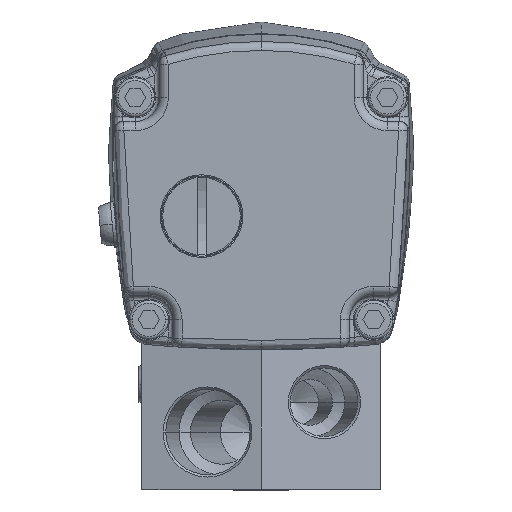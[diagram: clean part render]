
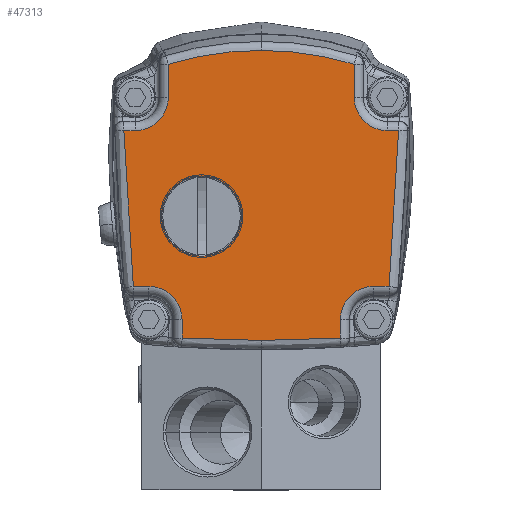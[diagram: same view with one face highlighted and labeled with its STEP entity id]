
A CAD part, top view. The second image highlights one B-rep face of the part: STEP entity #47313.
In plain terms, the highlighted planar face has unit normal (0, 0, 1).
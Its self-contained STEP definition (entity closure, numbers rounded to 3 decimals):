
#41918=DIRECTION('',(1.,0.,0.));
#41919=VECTOR('',#41918,3.382);
#41920=CARTESIAN_POINT('',(-27.882,26.75,
115.5));
#41921=LINE('',#41920,#41919);
#41925=CARTESIAN_POINT('',(-27.882,26.75,
115.5));
#41926=CARTESIAN_POINT('',(-28.094,28.435,
115.5));
#41927=CARTESIAN_POINT('',(-28.484,31.819,
115.5));
#41928=CARTESIAN_POINT('',(-28.961,36.763,
115.5));
#41929=CARTESIAN_POINT('',(-29.378,42.083,
115.5));
#41930=CARTESIAN_POINT('',(-29.71,47.822,
115.5));
#41931=CARTESIAN_POINT('',(-29.926,54.004,
115.5));
#41932=CARTESIAN_POINT('',(-29.963,58.449,
115.5));
#41933=CARTESIAN_POINT('',(-29.948,60.75,
115.5));
#41938=DIRECTION('',(-1.,0.,0.));
#41939=VECTOR('',#41938,2.448);
#41940=CARTESIAN_POINT('',(-27.5,60.75,115.5));
#41941=LINE('',#41940,#41939);
#41945=CARTESIAN_POINT('',(-27.5,68.,115.5));
#41946=DIRECTION('',(0.,0.,-1.));
#41947=DIRECTION('',(1.,0.,0.));
#41948=AXIS2_PLACEMENT_3D('',#41945,#41946,#41947);
#41953=DIRECTION('',(0.,-1.,0.));
#41954=VECTOR('',#41953,7.201);
#41955=CARTESIAN_POINT('',(-20.25,75.201,
115.5));
#41956=LINE('',#41955,#41954);
#41960=CARTESIAN_POINT('',(-20.25,75.201,
115.5));
#41961=CARTESIAN_POINT('',(-18.612,75.698,
115.5));
#41962=CARTESIAN_POINT('',(-15.305,76.57,
115.5));
#41963=CARTESIAN_POINT('',(-10.226,77.517,
115.5));
#41964=CARTESIAN_POINT('',(-5.1,78.086,
115.5));
#41965=CARTESIAN_POINT('',(-1.699,78.213,
115.5));
#41966=CARTESIAN_POINT('',(0.001,78.213,
115.5));
#41971=CARTESIAN_POINT('',(20.25,75.201,115.5));
#41972=CARTESIAN_POINT('',(18.064,75.865,115.5));
#41973=CARTESIAN_POINT('',(13.649,76.973,115.5));
#41974=CARTESIAN_POINT('',(6.794,77.989,115.5));
#41975=CARTESIAN_POINT('',(2.27,78.213,115.5));
#41976=CARTESIAN_POINT('',(0.001,78.213,
115.5));
#41981=DIRECTION('',(0.,-1.,0.));
#41982=VECTOR('',#41981,7.201);
#41983=CARTESIAN_POINT('',(20.25,75.201,115.5));
#41984=LINE('',#41983,#41982);
#41988=CARTESIAN_POINT('',(27.5,68.,115.5));
#41989=DIRECTION('',(0.,0.,1.));
#41990=DIRECTION('',(-1.,0.,0.));
#41991=AXIS2_PLACEMENT_3D('',#41988,#41989,#41990);
#41996=DIRECTION('',(1.,0.,0.));
#41997=VECTOR('',#41996,2.448);
#41998=CARTESIAN_POINT('',(27.5,60.75,115.5));
#41999=LINE('',#41998,#41997);
#42003=CARTESIAN_POINT('',(27.882,26.75,115.5));
#42004=CARTESIAN_POINT('',(28.094,28.435,115.5));
#42005=CARTESIAN_POINT('',(28.484,31.819,115.5));
#42006=CARTESIAN_POINT('',(28.961,36.763,115.5));
#42007=CARTESIAN_POINT('',(29.378,42.083,115.5));
#42008=CARTESIAN_POINT('',(29.71,47.822,115.5));
#42009=CARTESIAN_POINT('',(29.926,54.004,115.5));
#42010=CARTESIAN_POINT('',(29.963,58.449,115.5));
#42011=CARTESIAN_POINT('',(29.948,60.75,115.5));
#42016=DIRECTION('',(-1.,0.,0.));
#42017=VECTOR('',#42016,3.382);
#42018=CARTESIAN_POINT('',(27.882,26.75,115.5));
#42019=LINE('',#42018,#42017);
#42023=CARTESIAN_POINT('',(24.5,19.5,115.5));
#42024=DIRECTION('',(0.,0.,1.));
#42025=DIRECTION('',(0.,1.,0.));
#42026=AXIS2_PLACEMENT_3D('',#42023,#42024,#42025);
#42031=DIRECTION('',(0.,-1.,0.));
#42032=VECTOR('',#42031,3.993);
#42033=CARTESIAN_POINT('',(17.25,19.5,115.5));
#42034=LINE('',#42033,#42032);
#42038=CARTESIAN_POINT('',(0.,14.998,115.5));
#42039=CARTESIAN_POINT('',(1.844,14.998,115.5));
#42040=CARTESIAN_POINT('',(5.579,15.032,115.5));
#42041=CARTESIAN_POINT('',(11.33,15.196,115.5));
#42042=CARTESIAN_POINT('',(15.261,15.388,115.5));
#42043=CARTESIAN_POINT('',(17.25,15.507,115.5));
#42048=CARTESIAN_POINT('',(-17.25,15.507,115.5));
#42049=CARTESIAN_POINT('',(-15.26,15.388,115.5));
#42050=CARTESIAN_POINT('',(-11.328,15.196,115.5));
#42051=CARTESIAN_POINT('',(-5.577,15.032,115.5));
#42052=CARTESIAN_POINT('',(-1.842,14.998,115.5));
#42053=CARTESIAN_POINT('',(0.,14.998,115.5));
#42058=DIRECTION('',(0.,-1.,0.));
#42059=VECTOR('',#42058,3.993);
#42060=CARTESIAN_POINT('',(-17.25,19.5,115.5));
#42061=LINE('',#42060,#42059);
#42065=CARTESIAN_POINT('',(-24.5,19.5,115.5));
#42066=DIRECTION('',(0.,0.,-1.));
#42067=DIRECTION('',(0.,1.,0.));
#42068=AXIS2_PLACEMENT_3D('',#42065,#42066,#42067);
#42073=CARTESIAN_POINT('',(-13.,42.1,115.5));
#42074=DIRECTION('',(0.,0.,-1.));
#42075=DIRECTION('',(1.,0.,0.));
#42076=AXIS2_PLACEMENT_3D('',#42073,#42074,#42075);
#42081=CARTESIAN_POINT('',(-13.,42.1,115.5));
#42082=DIRECTION('',(0.,0.,-1.));
#42083=DIRECTION('',(-1.,0.,0.));
#42084=AXIS2_PLACEMENT_3D('',#42081,#42082,#42083);
#46768=CARTESIAN_POINT('',(0.001,78.213,
115.5));
#46770=VERTEX_POINT('',#46768);
#46837=CARTESIAN_POINT('',(-20.25,75.201,
115.5));
#46838=CARTESIAN_POINT('',(-20.25,68.,115.5));
#46839=VERTEX_POINT('',#46837);
#46840=VERTEX_POINT('',#46838);
#46845=CARTESIAN_POINT('',(-27.5,60.75,115.5));
#46846=VERTEX_POINT('',#46845);
#46849=CARTESIAN_POINT('',(-29.948,60.75,
115.5));
#46850=VERTEX_POINT('',#46849);
#46868=VERTEX_POINT('',#41971);
#46887=CARTESIAN_POINT('',(-27.882,26.75,115.5));
#46888=VERTEX_POINT('',#46887);
#46889=CARTESIAN_POINT('',(-24.5,26.75,115.5));
#46890=VERTEX_POINT('',#46889);
#46893=CARTESIAN_POINT('',(-17.25,19.5,115.5));
#46894=VERTEX_POINT('',#46893);
#46897=CARTESIAN_POINT('',(-17.25,15.507,115.5));
#46898=VERTEX_POINT('',#46897);
#46899=VERTEX_POINT('',#42053);
#46902=VERTEX_POINT('',#42043);
#46903=CARTESIAN_POINT('',(17.25,19.5,115.5));
#46904=VERTEX_POINT('',#46903);
#46911=CARTESIAN_POINT('',(24.5,26.75,115.5));
#46912=VERTEX_POINT('',#46911);
#46915=CARTESIAN_POINT('',(27.882,26.75,115.5));
#46916=VERTEX_POINT('',#46915);
#46932=VERTEX_POINT('',#42011);
#46937=CARTESIAN_POINT('',(20.25,68.,115.5));
#46938=VERTEX_POINT('',#46937);
#46939=CARTESIAN_POINT('',(27.5,60.75,115.5));
#46940=VERTEX_POINT('',#46939);
#47136=CARTESIAN_POINT('',(-4.242,42.1,115.5));
#47137=CARTESIAN_POINT('',(-21.758,42.1,115.5));
#47138=VERTEX_POINT('',#47136);
#47139=VERTEX_POINT('',#47137);
#47264=CARTESIAN_POINT('',(0.,94.388,115.5));
#47265=DIRECTION('',(0.,0.,1.));
#47266=DIRECTION('',(0.,-1.,0.));
#47267=AXIS2_PLACEMENT_3D('',#47264,#47265,#47266);
#47268=PLANE('',#47267);
#47270=ORIENTED_EDGE('',*,*,#47269,.F.);
#47272=ORIENTED_EDGE('',*,*,#47271,.T.);
#47274=ORIENTED_EDGE('',*,*,#47273,.F.);
#47276=ORIENTED_EDGE('',*,*,#47275,.F.);
#47278=ORIENTED_EDGE('',*,*,#47277,.F.);
#47280=ORIENTED_EDGE('',*,*,#47279,.T.);
#47282=ORIENTED_EDGE('',*,*,#47281,.F.);
#47284=ORIENTED_EDGE('',*,*,#47283,.T.);
#47286=ORIENTED_EDGE('',*,*,#47285,.T.);
#47288=ORIENTED_EDGE('',*,*,#47287,.T.);
#47290=ORIENTED_EDGE('',*,*,#47289,.F.);
#47292=ORIENTED_EDGE('',*,*,#47291,.T.);
#47294=ORIENTED_EDGE('',*,*,#47293,.T.);
#47296=ORIENTED_EDGE('',*,*,#47295,.T.);
#47298=ORIENTED_EDGE('',*,*,#47297,.F.);
#47300=ORIENTED_EDGE('',*,*,#47299,.F.);
#47302=ORIENTED_EDGE('',*,*,#47301,.F.);
#47304=ORIENTED_EDGE('',*,*,#47303,.F.);
#47305=EDGE_LOOP('',(#47270,#47272,#47274,#47276,#47278,#47280,#47282,#47284,
#47286,#47288,#47290,#47292,#47294,#47296,#47298,#47300,#47302,#47304));
#47306=FACE_OUTER_BOUND('',#47305,.F.);
#47308=ORIENTED_EDGE('',*,*,#47307,.F.);
#47310=ORIENTED_EDGE('',*,*,#47309,.F.);
#47311=EDGE_LOOP('',(#47308,#47310));
#47312=FACE_BOUND('',#47311,.F.);
#47313=ADVANCED_FACE('',(#47306,#47312),#47268,.T.);
#41934=B_SPLINE_CURVE_WITH_KNOTS('',3,(#41925,#41926,#41927,#41928,#41929,
#41930,#41931,#41932,#41933),.UNSPECIFIED.,.F.,.F.,(4,1,1,1,1,1,4),(0.,
0.167,0.333,0.5,0.667,0.833,
1.),.UNSPECIFIED.);
#41949=CIRCLE('',#41948,7.25);
#41967=B_SPLINE_CURVE_WITH_KNOTS('',3,(#41960,#41961,#41962,#41963,#41964,
#41965,#41966),.UNSPECIFIED.,.F.,.F.,(4,1,1,1,4),(0.,0.25,0.5,0.75,
1.),.UNSPECIFIED.);
#41977=B_SPLINE_CURVE_WITH_KNOTS('',3,(#41971,#41972,#41973,#41974,#41975,
#41976),.UNSPECIFIED.,.F.,.F.,(4,1,1,4),(0.,0.333,
0.667,1.),.UNSPECIFIED.);
#41992=CIRCLE('',#41991,7.25);
#42012=B_SPLINE_CURVE_WITH_KNOTS('',3,(#42003,#42004,#42005,#42006,#42007,
#42008,#42009,#42010,#42011),.UNSPECIFIED.,.F.,.F.,(4,1,1,1,1,1,4),(0.,
0.167,0.333,0.5,0.667,0.833,
1.),.UNSPECIFIED.);
#42027=CIRCLE('',#42026,7.25);
#42044=B_SPLINE_CURVE_WITH_KNOTS('',3,(#42038,#42039,#42040,#42041,#42042,
#42043),.UNSPECIFIED.,.F.,.F.,(4,1,1,4),(0.,0.333,
0.667,1.),.UNSPECIFIED.);
#42054=B_SPLINE_CURVE_WITH_KNOTS('',3,(#42048,#42049,#42050,#42051,#42052,
#42053),.UNSPECIFIED.,.F.,.F.,(4,1,1,4),(0.,0.333,
0.667,1.),.UNSPECIFIED.);
#42069=CIRCLE('',#42068,7.25);
#42077=CIRCLE('',#42076,8.758);
#42085=CIRCLE('',#42084,8.758);
#47269=EDGE_CURVE('',#46888,#46890,#41921,.T.);
#47271=EDGE_CURVE('',#46888,#46850,#41934,.T.);
#47273=EDGE_CURVE('',#46846,#46850,#41941,.T.);
#47275=EDGE_CURVE('',#46840,#46846,#41949,.T.);
#47277=EDGE_CURVE('',#46839,#46840,#41956,.T.);
#47279=EDGE_CURVE('',#46839,#46770,#41967,.T.);
#47281=EDGE_CURVE('',#46868,#46770,#41977,.T.);
#47283=EDGE_CURVE('',#46868,#46938,#41984,.T.);
#47285=EDGE_CURVE('',#46938,#46940,#41992,.T.);
#47287=EDGE_CURVE('',#46940,#46932,#41999,.T.);
#47289=EDGE_CURVE('',#46916,#46932,#42012,.T.);
#47291=EDGE_CURVE('',#46916,#46912,#42019,.T.);
#47293=EDGE_CURVE('',#46912,#46904,#42027,.T.);
#47295=EDGE_CURVE('',#46904,#46902,#42034,.T.);
#47297=EDGE_CURVE('',#46899,#46902,#42044,.T.);
#47299=EDGE_CURVE('',#46898,#46899,#42054,.T.);
#47301=EDGE_CURVE('',#46894,#46898,#42061,.T.);
#47303=EDGE_CURVE('',#46890,#46894,#42069,.T.);
#47307=EDGE_CURVE('',#47138,#47139,#42077,.T.);
#47309=EDGE_CURVE('',#47139,#47138,#42085,.T.);
